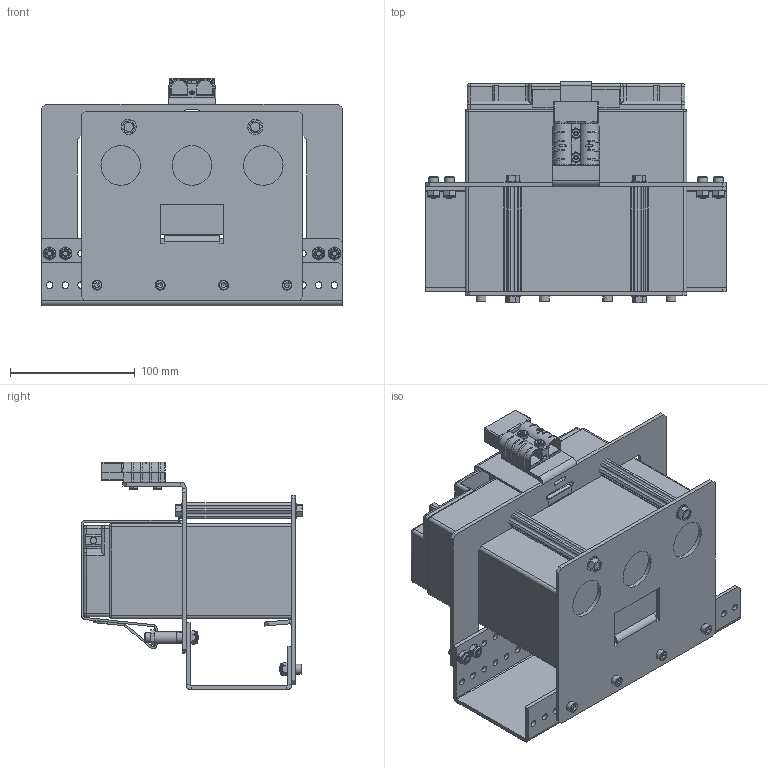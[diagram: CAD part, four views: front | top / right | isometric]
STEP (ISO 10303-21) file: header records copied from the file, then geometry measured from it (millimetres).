
FILE_DESCRIPTION (( 'STEP AP214' ), '1' );
FILE_NAME ('am-3964a AM14U4 2020 Battery Mount Assembly.STEP', '2020-01-03T23:09:43', ( '' ), ( '' ), 'SwSTEP 2.0', 'SolidWorks 2019', '' );
FILE_SCHEMA (( 'AUTOMOTIVE_DESIGN' ));
Length unit declared in the file: inch
Products named in the file (16): AM14U3 BR19 Battery C Plate; AM14U3 Battery Floor Plate; 10-32x1500_shcs_HX-SHCS 0.19-32x1.375x1-C; FHTS 0.25-20-0.75_FHTS 0.25-20-G-0.75-C; Anderson SB50; Battery Strap V2; am-3876 1000long .192ID Aluminum Spacer; 3.375in Churro; am-3964a AM14U4 2020 Battery Mount Assembly; 10-32x0500_shcs_HX-SHCS 0.19-32x1.375x1-C; 6-32 Nylock Jam Nut; Short End Sheet for Battery Tray; AM14U3 Battery Strap Clamp; battery; 10-32 Nylock Nut; 6-32 x 0750 HHCS_93075A151
Assembly tree (39 placements, depth 2):
  am-3964a AM14U4 2020 Battery Mount Assembly
    AM14U3 Battery Floor Plate
    3.375in Churro  x2
    battery
    FHTS 0.25-20-0.75_FHTS 0.25-20-G-0.75-C  x4
    10-32x0500_shcs_HX-SHCS 0.19-32x1.375x1-C  x8
    10-32 Nylock Nut  x10
    Anderson SB50
    6-32 Nylock Jam Nut  x2
    6-32 x 0750 HHCS_93075A151  x2
    Battery Strap V2
    Short End Sheet for Battery Tray
    AM14U3 BR19 Battery C Plate
    am-3876 1000long .192ID Aluminum Spacer  x2
    AM14U3 Battery Strap Clamp
    10-32x1500_shcs_HX-SHCS 0.19-32x1.375x1-C  x2
Bounding box: 241.3 x 177.48 x 182.73 mm (x, y, z)
Volume: 2461712.4 mm3; surface area: 346343.8 mm2
Topology: 41 solids, 41 shells, 1251 faces, 3015 edges, 1882 vertices
Faces by surface type: plane 702, cylinder 295, bspline 160, cone 66, torus 28
Full cylindrical faces by diameter (mm): 2.647 x2, 3.7 x4, 3.81 x2, 4.039 x10, 4.826 x10, 4.877 x2, 5.08 x2, 5.334 x70, 5.867 x2, 6.35 x4, 6.654 x10, 6.756 x4, 7.457 x4, 7.8 x2, 7.937 x10, 9.525 x12, 12.192 x4, 31.75 x3
Entity records: 29524 total; most frequent: CARTESIAN_POINT 11308, DIRECTION 3486, ORIENTED_EDGE 3380, EDGE_CURVE 1690, AXIS2_PLACEMENT_3D 1219, VERTEX_POINT 1130, EDGE_LOOP 1060, VECTOR 1048
